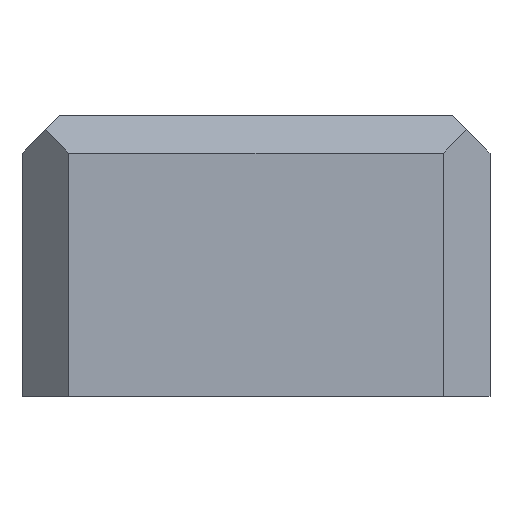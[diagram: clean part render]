
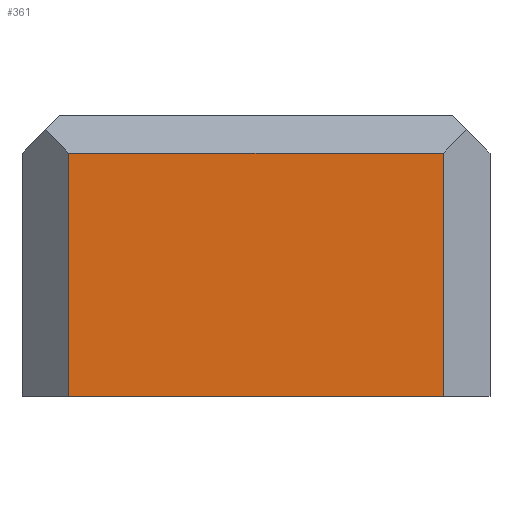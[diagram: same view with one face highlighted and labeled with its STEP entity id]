
A CAD part, left-side view. The second image highlights one B-rep face of the part: STEP entity #361.
In plain terms, the highlighted planar face has unit normal (-1, 0, 0).
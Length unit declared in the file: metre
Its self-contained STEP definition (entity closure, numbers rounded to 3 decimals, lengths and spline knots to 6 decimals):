
#32=ORIENTED_EDGE('',*,*,#134,.T.);
#33=ORIENTED_EDGE('',*,*,#135,.T.);
#34=ORIENTED_EDGE('',*,*,#136,.T.);
#35=ORIENTED_EDGE('',*,*,#137,.T.);
#134=EDGE_CURVE('',#185,#186,#219,.T.);
#135=EDGE_CURVE('',#186,#187,#220,.T.);
#136=EDGE_CURVE('',#187,#188,#221,.T.);
#137=EDGE_CURVE('',#188,#185,#222,.T.);
#185=VERTEX_POINT('',#546);
#186=VERTEX_POINT('',#547);
#187=VERTEX_POINT('',#549);
#188=VERTEX_POINT('',#551);
#219=LINE('',#545,#270);
#220=LINE('',#548,#271);
#221=LINE('',#550,#272);
#222=LINE('',#552,#273);
#270=VECTOR('',#439,1.);
#271=VECTOR('',#440,1.);
#272=VECTOR('',#441,1.);
#273=VECTOR('',#442,1.);
#304=EDGE_LOOP('',(#32,#33,#34,#35));
#323=FACE_BOUND('',#304,.T.);
#342=PLANE('',#393);
#361=ADVANCED_FACE('',(#323),#342,.T.);
#393=AXIS2_PLACEMENT_3D('',#544,#437,#438);
#437=DIRECTION('',(-1.,0.,0.));
#438=DIRECTION('',(0.,0.,1.));
#439=DIRECTION('',(0.,1.,0.));
#440=DIRECTION('',(0.,0.,-1.));
#441=DIRECTION('',(0.,-1.,0.));
#442=DIRECTION('',(0.,0.,1.));
#544=CARTESIAN_POINT('',(-0.026024,0.008755,-0.01905));
#545=CARTESIAN_POINT('',(-0.026024,0.008755,-0.00254));
#546=CARTESIAN_POINT('',(-0.026024,-0.003945,-0.00254));
#547=CARTESIAN_POINT('',(-0.026024,0.021455,-0.00254));
#548=CARTESIAN_POINT('',(-0.026024,0.021455,-0.01905));
#549=CARTESIAN_POINT('',(-0.026024,0.021455,-0.01905));
#550=CARTESIAN_POINT('',(-0.026024,0.008755,-0.01905));
#551=CARTESIAN_POINT('',(-0.026024,-0.003945,-0.01905));
#552=CARTESIAN_POINT('',(-0.026024,-0.003945,-0.01905));
